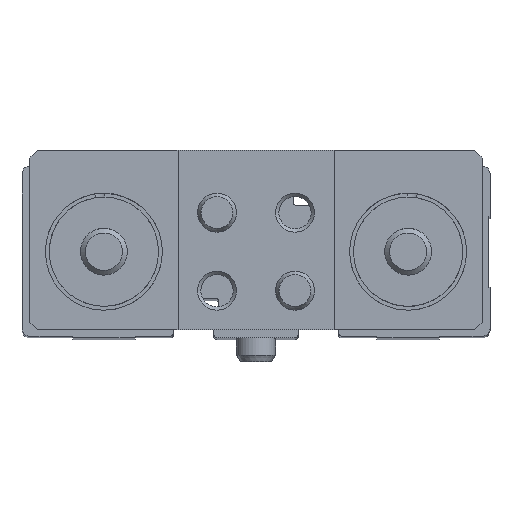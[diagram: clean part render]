
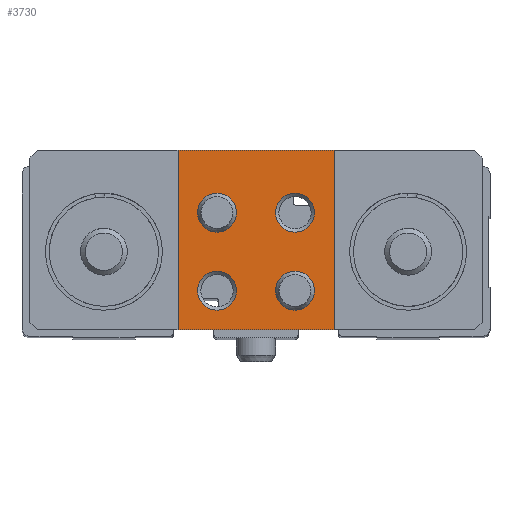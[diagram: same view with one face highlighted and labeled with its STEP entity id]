
A CAD part, top view. The second image highlights one B-rep face of the part: STEP entity #3730.
In plain terms, the highlighted planar face has unit normal (0, 0, 1).
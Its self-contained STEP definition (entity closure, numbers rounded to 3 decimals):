
#176=PLANE('',#4173);
#371=CIRCLE('',#4174,2.5);
#372=CIRCLE('',#4175,2.5);
#373=CIRCLE('',#4176,2.5);
#374=CIRCLE('',#4177,2.5);
#1147=ORIENTED_EDGE('',*,*,#1805,.T.);
#1148=ORIENTED_EDGE('',*,*,#1806,.T.);
#1149=ORIENTED_EDGE('',*,*,#1807,.T.);
#1150=ORIENTED_EDGE('',*,*,#1808,.T.);
#1151=ORIENTED_EDGE('',*,*,#1796,.T.);
#1152=ORIENTED_EDGE('',*,*,#1809,.T.);
#1153=ORIENTED_EDGE('',*,*,#1788,.T.);
#1154=ORIENTED_EDGE('',*,*,#1810,.T.);
#1788=EDGE_CURVE('',#2183,#2190,#2484,.T.);
#1796=EDGE_CURVE('',#2199,#2198,#2492,.T.);
#1805=EDGE_CURVE('',#2207,#2207,#371,.T.);
#1806=EDGE_CURVE('',#2208,#2208,#372,.T.);
#1807=EDGE_CURVE('',#2209,#2209,#373,.T.);
#1808=EDGE_CURVE('',#2210,#2210,#374,.T.);
#1809=EDGE_CURVE('',#2198,#2183,#2501,.T.);
#1810=EDGE_CURVE('',#2190,#2199,#2502,.T.);
#2183=VERTEX_POINT('',#6306);
#2190=VERTEX_POINT('',#6319);
#2198=VERTEX_POINT('',#6337);
#2199=VERTEX_POINT('',#6339);
#2207=VERTEX_POINT('',#6358);
#2208=VERTEX_POINT('',#6360);
#2209=VERTEX_POINT('',#6362);
#2210=VERTEX_POINT('',#6364);
#2484=LINE('',#6320,#2738);
#2492=LINE('',#6338,#2746);
#2501=LINE('',#6365,#2755);
#2502=LINE('',#6366,#2756);
#2738=VECTOR('',#5107,1000.);
#2746=VECTOR('',#5119,1000.);
#2755=VECTOR('',#5140,1000.);
#2756=VECTOR('',#5141,1000.);
#2997=EDGE_LOOP('',(#1147));
#2998=EDGE_LOOP('',(#1148));
#2999=EDGE_LOOP('',(#1149));
#3000=EDGE_LOOP('',(#1150));
#3001=EDGE_LOOP('',(#1151,#1152,#1153,#1154));
#3359=FACE_BOUND('',#2997,.T.);
#3360=FACE_BOUND('',#2998,.T.);
#3361=FACE_BOUND('',#2999,.T.);
#3362=FACE_BOUND('',#3000,.T.);
#3363=FACE_BOUND('',#3001,.T.);
#3730=ADVANCED_FACE('',(#3359,#3360,#3361,#3362,#3363),#176,.T.);
#4173=AXIS2_PLACEMENT_3D('',#6356,#5130,#5131);
#4174=AXIS2_PLACEMENT_3D('',#6357,#5132,#5133);
#4175=AXIS2_PLACEMENT_3D('',#6359,#5134,#5135);
#4176=AXIS2_PLACEMENT_3D('',#6361,#5136,#5137);
#4177=AXIS2_PLACEMENT_3D('',#6363,#5138,#5139);
#5107=DIRECTION('',(-1.,0.,0.));
#5119=DIRECTION('',(1.,0.,0.));
#5130=DIRECTION('',(0.,0.,1.));
#5131=DIRECTION('',(1.,0.,0.));
#5132=DIRECTION('',(0.,0.,-1.));
#5133=DIRECTION('',(-1.,0.,0.));
#5134=DIRECTION('',(0.,0.,-1.));
#5135=DIRECTION('',(-1.,0.,0.));
#5136=DIRECTION('',(0.,0.,-1.));
#5137=DIRECTION('',(-1.,0.,0.));
#5138=DIRECTION('',(0.,0.,-1.));
#5139=DIRECTION('',(-1.,0.,0.));
#5140=DIRECTION('',(0.,1.,0.));
#5141=DIRECTION('',(0.,-1.,0.));
#6306=CARTESIAN_POINT('',(10.,13.,19.));
#6319=CARTESIAN_POINT('',(-10.,13.,19.));
#6320=CARTESIAN_POINT('',(29.,13.,19.));
#6337=CARTESIAN_POINT('',(10.,-10.,19.));
#6338=CARTESIAN_POINT('',(-29.,-10.,19.));
#6339=CARTESIAN_POINT('',(-10.,-10.,19.));
#6356=CARTESIAN_POINT('',(0.,0.,19.));
#6357=CARTESIAN_POINT('',(-5.,-5.,19.));
#6358=CARTESIAN_POINT('',(-7.5,-5.,19.));
#6359=CARTESIAN_POINT('',(-5.,5.,19.));
#6360=CARTESIAN_POINT('',(-7.5,5.,19.));
#6361=CARTESIAN_POINT('',(5.,-5.,19.));
#6362=CARTESIAN_POINT('',(2.5,-5.,19.));
#6363=CARTESIAN_POINT('',(5.,5.,19.));
#6364=CARTESIAN_POINT('',(2.5,5.,19.));
#6365=CARTESIAN_POINT('',(10.,0.,19.));
#6366=CARTESIAN_POINT('',(-10.,0.,19.));
